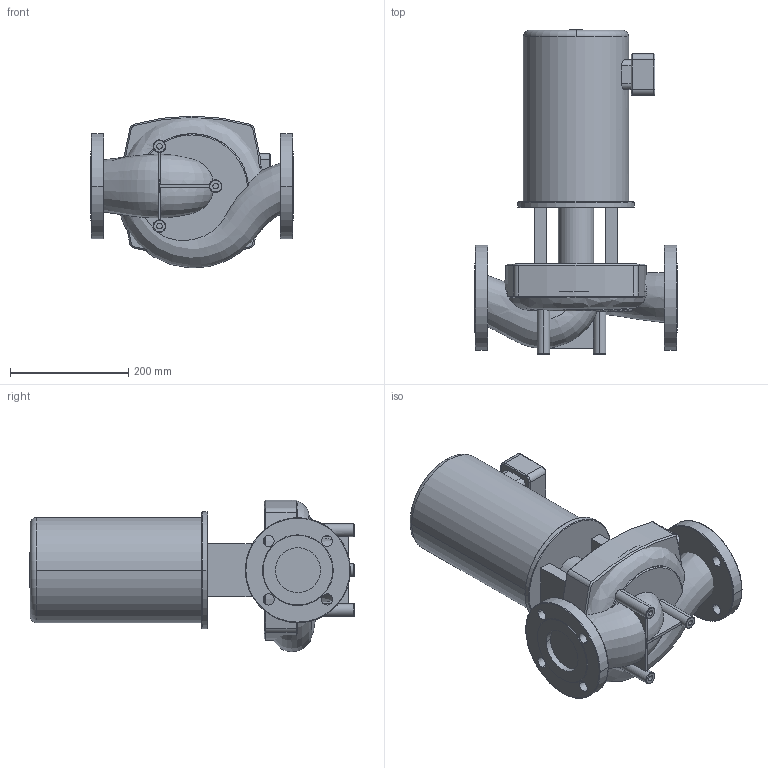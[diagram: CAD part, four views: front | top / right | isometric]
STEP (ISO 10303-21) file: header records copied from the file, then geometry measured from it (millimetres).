
FILE_DESCRIPTION((''),'2;1');
FILE_NAME('3d_IPL2.5-15_185-4 115_208-230_TEFC-2705373.stp','2009-12-21T08:52:08',(''),(''),'Mechanical Desktop 2008','Mechanical Desktop 2008',', , ');
FILE_SCHEMA(('CONFIG_CONTROL_DESIGN'));
Length unit declared in the file: inch
Products named in the file (1): Product
Bounding box: 342.9 x 548.74 x 256.68 mm (x, y, z)
Volume: 16606605.4 mm3; surface area: 823993.8 mm2
Topology: 10 solids, 10 shells, 223 faces, 540 edges, 348 vertices
Faces by surface type: bspline 79, cylinder 55, plane 46, cone 22, torus 21
Entity records: 13417 total; most frequent: CARTESIAN_POINT 8192, ORIENTED_EDGE 1080, DIRECTION 1019, EDGE_CURVE 540, AXIS2_PLACEMENT_3D 380, VERTEX_POINT 348, VECTOR 259, LINE 259
